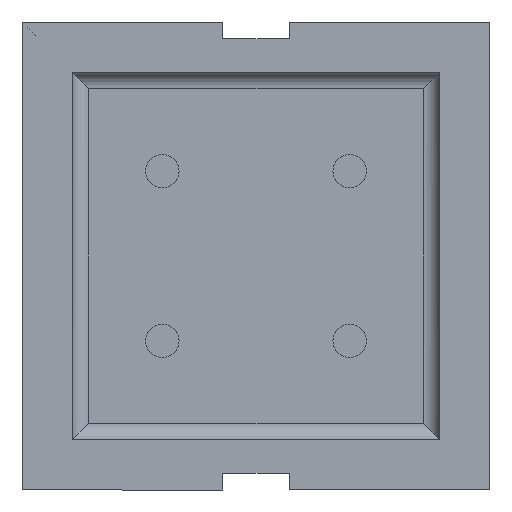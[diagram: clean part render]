
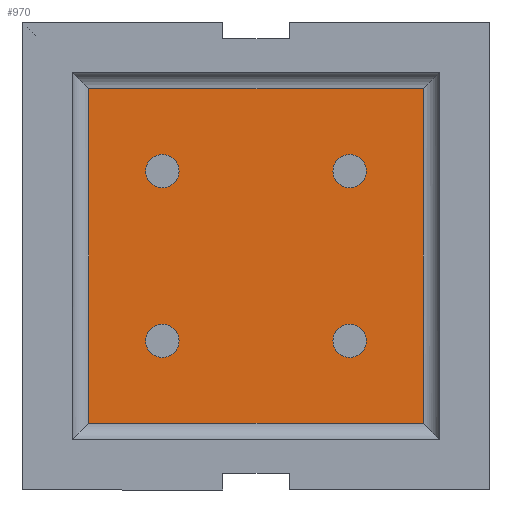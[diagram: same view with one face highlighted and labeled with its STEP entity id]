
A CAD part, front view. The second image highlights one B-rep face of the part: STEP entity #970.
In plain terms, the highlighted planar face has unit normal (0, -1, 0).
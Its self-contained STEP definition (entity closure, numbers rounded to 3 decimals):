
#6 = VERTEX_POINT ( 'NONE', #1031 ) ;
#23 = DIRECTION ( 'NONE',  ( 0., -1., 0. ) ) ;
#60 = VECTOR ( 'NONE', #331, 1000. ) ;
#67 = ORIENTED_EDGE ( 'NONE', *, *, #1628, .F. ) ;
#89 = VECTOR ( 'NONE', #859, 1000. ) ;
#93 = DIRECTION ( 'NONE',  ( 0., -1., 0. ) ) ;
#144 = ORIENTED_EDGE ( 'NONE', *, *, #1801, .T. ) ;
#154 = FACE_BOUND ( 'NONE', #428, .T. ) ;
#174 = CARTESIAN_POINT ( 'NONE',  ( -2.5, 0.25, -2.5 ) ) ;
#175 = LINE ( 'NONE', #998, #893 ) ;
#191 = VERTEX_POINT ( 'NONE', #174 ) ;
#196 = AXIS2_PLACEMENT_3D ( 'NONE', #267, #1262, #413 ) ;
#197 = FACE_BOUND ( 'NONE', #1066, .T. ) ;
#203 = VERTEX_POINT ( 'NONE', #309 ) ;
#257 = CARTESIAN_POINT ( 'NONE',  ( -1.4, 0.25, -1.52 ) ) ;
#267 = CARTESIAN_POINT ( 'NONE',  ( -1.4, 0.25, 1.27 ) ) ;
#273 = VERTEX_POINT ( 'NONE', #892 ) ;
#300 = CARTESIAN_POINT ( 'NONE',  ( 2.5, 0.25, -2.5 ) ) ;
#309 = CARTESIAN_POINT ( 'NONE',  ( 1.4, 0.25, 1.52 ) ) ;
#313 = CIRCLE ( 'NONE', #354, 0.25 ) ;
#314 = CIRCLE ( 'NONE', #680, 0.25 ) ;
#331 = DIRECTION ( 'NONE',  ( 0., 0., -1. ) ) ;
#336 = EDGE_CURVE ( 'NONE', #1109, #203, #313, .T. ) ;
#343 = AXIS2_PLACEMENT_3D ( 'NONE', #754, #23, #1532 ) ;
#354 = AXIS2_PLACEMENT_3D ( 'NONE', #1569, #1525, #1509 ) ;
#371 = ORIENTED_EDGE ( 'NONE', *, *, #557, .F. ) ;
#390 = DIRECTION ( 'NONE',  ( 0., 0., -1. ) ) ;
#400 = CARTESIAN_POINT ( 'NONE',  ( -1.4, 0.25, -1.27 ) ) ;
#413 = DIRECTION ( 'NONE',  ( 0., 0., -1. ) ) ;
#416 = AXIS2_PLACEMENT_3D ( 'NONE', #447, #434, #390 ) ;
#423 = LINE ( 'NONE', #849, #89 ) ;
#428 = EDGE_LOOP ( 'NONE', ( #706, #1608 ) ) ;
#434 = DIRECTION ( 'NONE',  ( 0., -1., 0. ) ) ;
#447 = CARTESIAN_POINT ( 'NONE',  ( 1.4, 0.25, -1.27 ) ) ;
#484 = LINE ( 'NONE', #1320, #60 ) ;
#487 = VERTEX_POINT ( 'NONE', #876 ) ;
#502 = EDGE_CURVE ( 'NONE', #273, #666, #423, .T. ) ;
#521 = DIRECTION ( 'NONE',  ( 0., 0., 1. ) ) ;
#530 = FACE_BOUND ( 'NONE', #656, .T. ) ;
#534 = DIRECTION ( 'NONE',  ( 0., 0., 1. ) ) ;
#543 = ORIENTED_EDGE ( 'NONE', *, *, #1197, .F. ) ;
#557 = EDGE_CURVE ( 'NONE', #1562, #487, #969, .T. ) ;
#581 = LINE ( 'NONE', #595, #1645 ) ;
#595 = CARTESIAN_POINT ( 'NONE',  ( 2.5, 0.25, -2.75 ) ) ;
#606 = ORIENTED_EDGE ( 'NONE', *, *, #1653, .F. ) ;
#626 = CIRCLE ( 'NONE', #1174, 0.25 ) ;
#641 = CARTESIAN_POINT ( 'NONE',  ( 1.4, 0.25, 1.02 ) ) ;
#647 = CARTESIAN_POINT ( 'NONE',  ( 1.4, 0.25, -1.52 ) ) ;
#648 = EDGE_CURVE ( 'NONE', #730, #899, #921, .T. ) ;
#656 = EDGE_LOOP ( 'NONE', ( #958, #1423 ) ) ;
#666 = VERTEX_POINT ( 'NONE', #906 ) ;
#668 = CIRCLE ( 'NONE', #693, 0.25 ) ;
#675 = ORIENTED_EDGE ( 'NONE', *, *, #1025, .T. ) ;
#679 = DIRECTION ( 'NONE',  ( 0., -1., 0. ) ) ;
#680 = AXIS2_PLACEMENT_3D ( 'NONE', #1531, #704, #1669 ) ;
#693 = AXIS2_PLACEMENT_3D ( 'NONE', #957, #93, #1097 ) ;
#704 = DIRECTION ( 'NONE',  ( 0., -1., 0. ) ) ;
#706 = ORIENTED_EDGE ( 'NONE', *, *, #648, .F. ) ;
#730 = VERTEX_POINT ( 'NONE', #1251 ) ;
#754 = CARTESIAN_POINT ( 'NONE',  ( 2.75, 0.25, -2.75 ) ) ;
#766 = CARTESIAN_POINT ( 'NONE',  ( -1.4, 0.25, -1.27 ) ) ;
#826 = EDGE_CURVE ( 'NONE', #191, #1796, #175, .T. ) ;
#849 = CARTESIAN_POINT ( 'NONE',  ( 2.75, 0.25, 2.5 ) ) ;
#852 = DIRECTION ( 'NONE',  ( 0., -1., 0. ) ) ;
#859 = DIRECTION ( 'NONE',  ( -1., 0., 0. ) ) ;
#876 = CARTESIAN_POINT ( 'NONE',  ( 1.4, 0.25, -1.02 ) ) ;
#892 = CARTESIAN_POINT ( 'NONE',  ( 2.5, 0.25, 2.5 ) ) ;
#893 = VECTOR ( 'NONE', #989, 1000. ) ;
#899 = VERTEX_POINT ( 'NONE', #257 ) ;
#906 = CARTESIAN_POINT ( 'NONE',  ( -2.5, 0.25, 2.5 ) ) ;
#920 = FACE_BOUND ( 'NONE', #1761, .T. ) ;
#921 = CIRCLE ( 'NONE', #1089, 0.25 ) ;
#957 = CARTESIAN_POINT ( 'NONE',  ( -1.4, 0.25, 1.27 ) ) ;
#958 = ORIENTED_EDGE ( 'NONE', *, *, #1700, .F. ) ;
#969 = CIRCLE ( 'NONE', #416, 0.25 ) ;
#970 = ADVANCED_FACE ( 'NONE', ( #1292, #197, #920, #530, #154 ), #1783, .T. ) ;
#977 = AXIS2_PLACEMENT_3D ( 'NONE', #1673, #852, #1813 ) ;
#989 = DIRECTION ( 'NONE',  ( 1., 0., 0. ) ) ;
#998 = CARTESIAN_POINT ( 'NONE',  ( 2.75, 0.25, -2.5 ) ) ;
#1025 = EDGE_CURVE ( 'NONE', #666, #191, #484, .T. ) ;
#1031 = CARTESIAN_POINT ( 'NONE',  ( -1.4, 0.25, 1.52 ) ) ;
#1032 = ORIENTED_EDGE ( 'NONE', *, *, #826, .T. ) ;
#1041 = CIRCLE ( 'NONE', #977, 0.25 ) ;
#1066 = EDGE_LOOP ( 'NONE', ( #606, #371 ) ) ;
#1089 = AXIS2_PLACEMENT_3D ( 'NONE', #766, #679, #521 ) ;
#1097 = DIRECTION ( 'NONE',  ( 0., 0., -1. ) ) ;
#1109 = VERTEX_POINT ( 'NONE', #641 ) ;
#1123 = CIRCLE ( 'NONE', #196, 0.25 ) ;
#1174 = AXIS2_PLACEMENT_3D ( 'NONE', #400, #1388, #534 ) ;
#1197 = EDGE_CURVE ( 'NONE', #1734, #6, #668, .T. ) ;
#1251 = CARTESIAN_POINT ( 'NONE',  ( -1.4, 0.25, -1.02 ) ) ;
#1262 = DIRECTION ( 'NONE',  ( 0., -1., 0. ) ) ;
#1275 = EDGE_LOOP ( 'NONE', ( #1657, #675, #1032, #144 ) ) ;
#1276 = EDGE_CURVE ( 'NONE', #899, #730, #626, .T. ) ;
#1283 = CARTESIAN_POINT ( 'NONE',  ( -1.4, 0.25, 1.02 ) ) ;
#1292 = FACE_OUTER_BOUND ( 'NONE', #1275, .T. ) ;
#1320 = CARTESIAN_POINT ( 'NONE',  ( -2.5, 0.25, -2.75 ) ) ;
#1388 = DIRECTION ( 'NONE',  ( 0., -1., 0. ) ) ;
#1423 = ORIENTED_EDGE ( 'NONE', *, *, #336, .F. ) ;
#1509 = DIRECTION ( 'NONE',  ( 0., 0., 1. ) ) ;
#1525 = DIRECTION ( 'NONE',  ( 0., -1., 0. ) ) ;
#1531 = CARTESIAN_POINT ( 'NONE',  ( 1.4, 0.25, -1.27 ) ) ;
#1532 = DIRECTION ( 'NONE',  ( 0., 0., -1. ) ) ;
#1562 = VERTEX_POINT ( 'NONE', #647 ) ;
#1569 = CARTESIAN_POINT ( 'NONE',  ( 1.4, 0.25, 1.27 ) ) ;
#1608 = ORIENTED_EDGE ( 'NONE', *, *, #1276, .F. ) ;
#1628 = EDGE_CURVE ( 'NONE', #6, #1734, #1123, .T. ) ;
#1645 = VECTOR ( 'NONE', #1704, 1000. ) ;
#1653 = EDGE_CURVE ( 'NONE', #487, #1562, #314, .T. ) ;
#1657 = ORIENTED_EDGE ( 'NONE', *, *, #502, .T. ) ;
#1669 = DIRECTION ( 'NONE',  ( 0., 0., -1. ) ) ;
#1673 = CARTESIAN_POINT ( 'NONE',  ( 1.4, 0.25, 1.27 ) ) ;
#1700 = EDGE_CURVE ( 'NONE', #203, #1109, #1041, .T. ) ;
#1704 = DIRECTION ( 'NONE',  ( 0., 0., 1. ) ) ;
#1734 = VERTEX_POINT ( 'NONE', #1283 ) ;
#1761 = EDGE_LOOP ( 'NONE', ( #67, #543 ) ) ;
#1783 = PLANE ( 'NONE',  #343 ) ;
#1796 = VERTEX_POINT ( 'NONE', #300 ) ;
#1801 = EDGE_CURVE ( 'NONE', #1796, #273, #581, .T. ) ;
#1813 = DIRECTION ( 'NONE',  ( 0., 0., 1. ) ) ;
